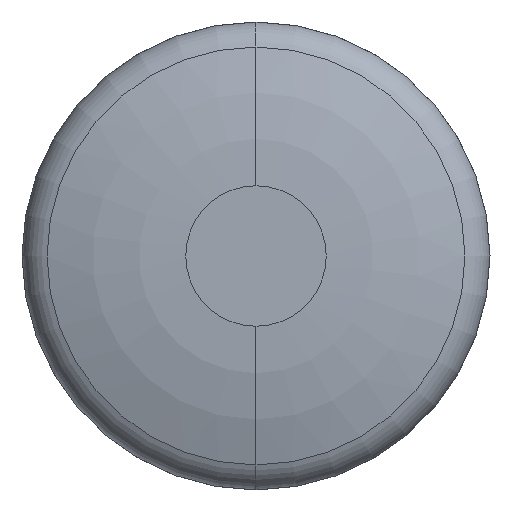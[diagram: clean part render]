
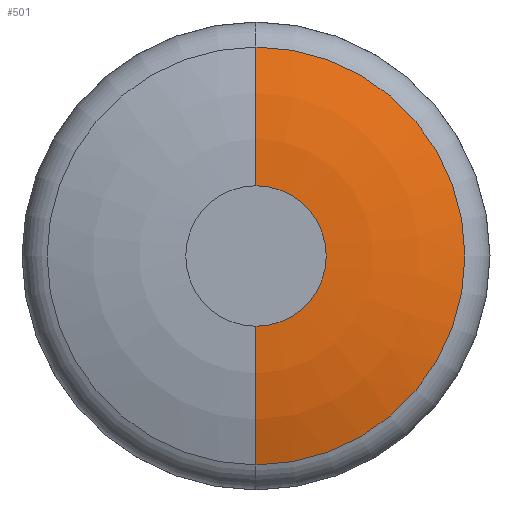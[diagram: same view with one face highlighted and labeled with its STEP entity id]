
A CAD part, front view. The second image highlights one B-rep face of the part: STEP entity #501.
In plain terms, the highlighted toroidal (fillet/blend) face has major radius 0.6 mm and minor radius 3.6 mm.
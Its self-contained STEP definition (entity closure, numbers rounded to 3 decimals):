
#11 = AXIS2_PLACEMENT_3D ( 'NONE', #280, #459, #470 ) ;
#17 = CARTESIAN_POINT ( 'NONE',  ( 0., 0.201, 1.785 ) ) ;
#26 = TOROIDAL_SURFACE ( 'NONE', #101, 0.6, 3.6 ) ;
#42 = CARTESIAN_POINT ( 'NONE',  ( 0., 0., -0.6 ) ) ;
#56 = DIRECTION ( 'NONE',  ( 0., -1., 0. ) ) ;
#77 = DIRECTION ( 'NONE',  ( 0., -1., 0. ) ) ;
#101 = AXIS2_PLACEMENT_3D ( 'NONE', #102, #56, #311 ) ;
#102 = CARTESIAN_POINT ( 'NONE',  ( 0., 3.6, 0. ) ) ;
#112 = ORIENTED_EDGE ( 'NONE', *, *, #293, .T. ) ;
#120 = DIRECTION ( 'NONE',  ( 0., 0., 1. ) ) ;
#121 = ORIENTED_EDGE ( 'NONE', *, *, #490, .T. ) ;
#135 = CARTESIAN_POINT ( 'NONE',  ( 0., 0., 0.6 ) ) ;
#165 = ORIENTED_EDGE ( 'NONE', *, *, #450, .F. ) ;
#170 = VERTEX_POINT ( 'NONE', #533 ) ;
#174 = FACE_OUTER_BOUND ( 'NONE', #510, .T. ) ;
#191 = DIRECTION ( 'NONE',  ( 0., 0., -1. ) ) ;
#208 = EDGE_CURVE ( 'NONE', #316, #345, #549, .T. ) ;
#215 = CIRCLE ( 'NONE', #312, 3.6 ) ;
#219 = ORIENTED_EDGE ( 'NONE', *, *, #208, .F. ) ;
#280 = CARTESIAN_POINT ( 'NONE',  ( 0., 3.6, 0.6 ) ) ;
#283 = AXIS2_PLACEMENT_3D ( 'NONE', #526, #400, #191 ) ;
#293 = EDGE_CURVE ( 'NONE', #530, #345, #444, .T. ) ;
#311 = DIRECTION ( 'NONE',  ( 0., 0., -1. ) ) ;
#312 = AXIS2_PLACEMENT_3D ( 'NONE', #383, #429, #120 ) ;
#316 = VERTEX_POINT ( 'NONE', #42 ) ;
#335 = AXIS2_PLACEMENT_3D ( 'NONE', #468, #77, #455 ) ;
#345 = VERTEX_POINT ( 'NONE', #135 ) ;
#383 = CARTESIAN_POINT ( 'NONE',  ( 0., 3.6, -0.6 ) ) ;
#393 = CIRCLE ( 'NONE', #335, 1.785 ) ;
#400 = DIRECTION ( 'NONE',  ( 0., -1., 0. ) ) ;
#429 = DIRECTION ( 'NONE',  ( -1., 0., 0. ) ) ;
#444 = CIRCLE ( 'NONE', #11, 3.6 ) ;
#450 = EDGE_CURVE ( 'NONE', #170, #316, #215, .T. ) ;
#455 = DIRECTION ( 'NONE',  ( 0., 0., -1. ) ) ;
#459 = DIRECTION ( 'NONE',  ( 1., 0., 0. ) ) ;
#468 = CARTESIAN_POINT ( 'NONE',  ( 0., 0.201, 0. ) ) ;
#470 = DIRECTION ( 'NONE',  ( 0., 0., -1. ) ) ;
#490 = EDGE_CURVE ( 'NONE', #170, #530, #393, .T. ) ;
#501 = ADVANCED_FACE ( 'NONE', ( #174 ), #26, .T. ) ;
#510 = EDGE_LOOP ( 'NONE', ( #121, #112, #219, #165 ) ) ;
#526 = CARTESIAN_POINT ( 'NONE',  ( 0., 0., 0. ) ) ;
#530 = VERTEX_POINT ( 'NONE', #17 ) ;
#533 = CARTESIAN_POINT ( 'NONE',  ( 0., 0.201, -1.785 ) ) ;
#549 = CIRCLE ( 'NONE', #283, 0.6 ) ;
